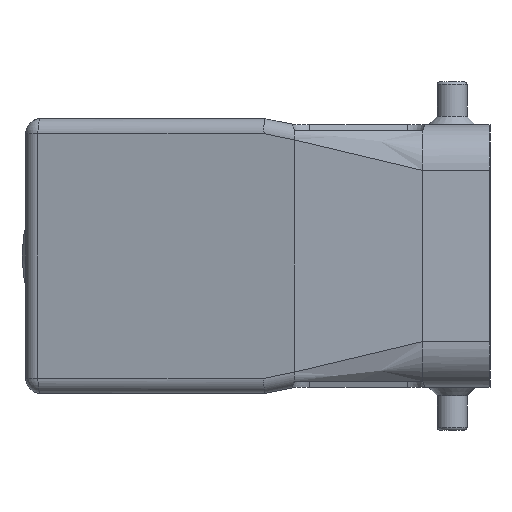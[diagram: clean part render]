
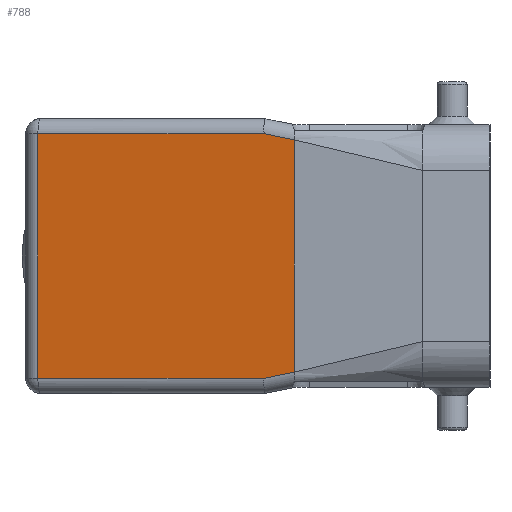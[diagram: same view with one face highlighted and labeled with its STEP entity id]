
A CAD part, left-side view. The second image highlights one B-rep face of the part: STEP entity #788.
In plain terms, the highlighted planar face has unit normal (-0.982, 0.191, 0).
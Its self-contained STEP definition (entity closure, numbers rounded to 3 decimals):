
#788=ADVANCED_FACE('',(#1506),#1170,.T.);
#1170=PLANE('',#8404);
#1506=FACE_OUTER_BOUND('',#1967,.T.);
#1967=EDGE_LOOP('',(#3398,#3399,#3400,#3401,#3402,#3403));
#3398=ORIENTED_EDGE('',*,*,#6000,.F.);
#3399=ORIENTED_EDGE('',*,*,#6001,.F.);
#3400=ORIENTED_EDGE('',*,*,#5978,.T.);
#3401=ORIENTED_EDGE('',*,*,#6002,.F.);
#3402=ORIENTED_EDGE('',*,*,#6003,.T.);
#3403=ORIENTED_EDGE('',*,*,#5998,.T.);
#5099=VERTEX_POINT('',#12823);
#5102=VERTEX_POINT('',#12830);
#5117=VERTEX_POINT('',#12879);
#5118=VERTEX_POINT('',#12881);
#5119=VERTEX_POINT('',#12885);
#5120=VERTEX_POINT('',#12888);
#5978=EDGE_CURVE('',#5102,#5099,#6925,.T.);
#5998=EDGE_CURVE('',#5118,#5117,#6939,.T.);
#6000=EDGE_CURVE('',#5119,#5117,#6941,.T.);
#6001=EDGE_CURVE('',#5102,#5119,#6942,.T.);
#6002=EDGE_CURVE('',#5120,#5099,#6943,.T.);
#6003=EDGE_CURVE('',#5120,#5118,#6944,.T.);
#6925=LINE('',#12832,#7663);
#6939=LINE('',#12880,#7677);
#6941=LINE('',#12884,#7679);
#6942=LINE('',#12886,#7680);
#6943=LINE('',#12887,#7681);
#6944=LINE('',#12889,#7682);
#7663=VECTOR('',#9810,1.);
#7677=VECTOR('',#9844,1.);
#7679=VECTOR('',#9848,1.);
#7680=VECTOR('',#9849,1.);
#7681=VECTOR('',#9850,1.);
#7682=VECTOR('',#9851,1.);
#8404=AXIS2_PLACEMENT_3D('',#12890,#9852,#9853);
#9810=DIRECTION('',(0.,0.,-1.));
#9844=DIRECTION('',(0.,0.,1.));
#9848=DIRECTION('',(-0.187,-0.963,-0.193));
#9849=DIRECTION('',(-0.191,-0.982,0.));
#9850=DIRECTION('',(0.191,0.982,0.));
#9851=DIRECTION('',(-0.187,-0.963,0.193));
#9852=DIRECTION('',(-0.982,0.191,0.));
#9853=DIRECTION('',(-0.191,-0.982,0.));
#12823=CARTESIAN_POINT('',(-49.843,41.977,-20.));
#12830=CARTESIAN_POINT('',(-49.843,41.977,20.));
#12832=CARTESIAN_POINT('',(-49.843,41.977,0.));
#12879=CARTESIAN_POINT('',(-58.002,-0.001,19.003));
#12880=CARTESIAN_POINT('',(-58.002,-0.001,0.));
#12881=CARTESIAN_POINT('',(-58.002,0.,-19.));
#12884=CARTESIAN_POINT('',(-55.41,13.335,21.673));
#12885=CARTESIAN_POINT('',(-57.036,4.969,20.));
#12886=CARTESIAN_POINT('',(-55.891,10.863,20.));
#12887=CARTESIAN_POINT('',(-49.45,44.,-20.));
#12888=CARTESIAN_POINT('',(-57.036,4.969,-20.));
#12889=CARTESIAN_POINT('',(-50.453,38.84,-26.774));
#12890=CARTESIAN_POINT('',(-49.45,44.,0.));
